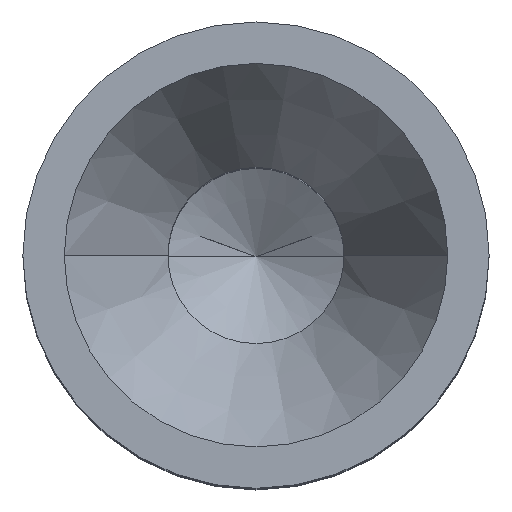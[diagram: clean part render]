
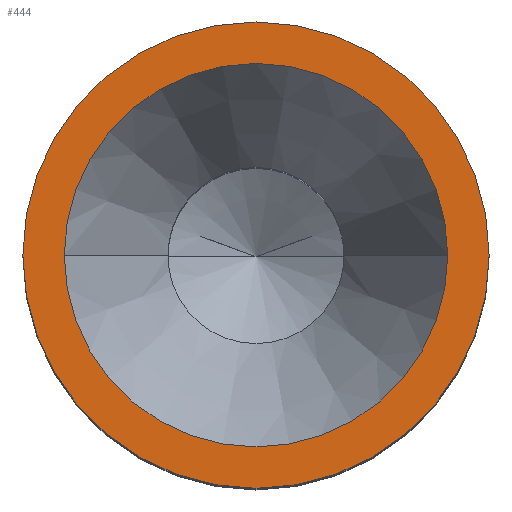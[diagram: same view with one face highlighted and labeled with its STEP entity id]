
A CAD part, top view. The second image highlights one B-rep face of the part: STEP entity #444.
In plain terms, the highlighted planar face has unit normal (0, 0, 1).
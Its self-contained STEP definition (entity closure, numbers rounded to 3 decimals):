
#4 = ORIENTED_EDGE ( 'NONE', *, *, #101, .F. ) ;
#49 = DIRECTION ( 'NONE',  ( 0., 0., 1. ) ) ;
#53 = DIRECTION ( 'NONE',  ( -1., 0., 0. ) ) ;
#71 = AXIS2_PLACEMENT_3D ( 'NONE', #79, #408, #1079 ) ;
#79 = CARTESIAN_POINT ( 'NONE',  ( 0., 0., 9.2 ) ) ;
#93 = CARTESIAN_POINT ( 'NONE',  ( 2.25, 0., 9.2 ) ) ;
#101 = EDGE_CURVE ( 'NONE', #102, #1055, #806, .T. ) ;
#102 = VERTEX_POINT ( 'NONE', #694 ) ;
#115 = EDGE_CURVE ( 'NONE', #553, #510, #276, .T. ) ;
#140 = CARTESIAN_POINT ( 'NONE',  ( -1.85, 0., 9.2 ) ) ;
#232 = ORIENTED_EDGE ( 'NONE', *, *, #115, .T. ) ;
#276 = CIRCLE ( 'NONE', #828, 2.25 ) ;
#311 = FACE_OUTER_BOUND ( 'NONE', #685, .T. ) ;
#378 = AXIS2_PLACEMENT_3D ( 'NONE', #556, #981, #891 ) ;
#401 = FACE_BOUND ( 'NONE', #943, .T. ) ;
#408 = DIRECTION ( 'NONE',  ( 0., 0., 1. ) ) ;
#430 = CARTESIAN_POINT ( 'NONE',  ( 0., 0., 9.2 ) ) ;
#444 = ADVANCED_FACE ( 'NONE', ( #311, #401 ), #637, .T. ) ;
#459 = CARTESIAN_POINT ( 'NONE',  ( 0., 0., 9.2 ) ) ;
#507 = DIRECTION ( 'NONE',  ( 0., 0., 1. ) ) ;
#510 = VERTEX_POINT ( 'NONE', #844 ) ;
#553 = VERTEX_POINT ( 'NONE', #93 ) ;
#556 = CARTESIAN_POINT ( 'NONE',  ( 0., 0., 9.2 ) ) ;
#590 = AXIS2_PLACEMENT_3D ( 'NONE', #459, #49, #53 ) ;
#616 = CARTESIAN_POINT ( 'NONE',  ( 0., 0., 9.2 ) ) ;
#637 = PLANE ( 'NONE',  #378 ) ;
#685 = EDGE_LOOP ( 'NONE', ( #896, #232 ) ) ;
#688 = EDGE_CURVE ( 'NONE', #1055, #102, #730, .T. ) ;
#694 = CARTESIAN_POINT ( 'NONE',  ( 1.85, 0., 9.2 ) ) ;
#730 = CIRCLE ( 'NONE', #590, 1.85 ) ;
#750 = ORIENTED_EDGE ( 'NONE', *, *, #688, .F. ) ;
#806 = CIRCLE ( 'NONE', #897, 1.85 ) ;
#828 = AXIS2_PLACEMENT_3D ( 'NONE', #616, #507, #940 ) ;
#844 = CARTESIAN_POINT ( 'NONE',  ( -2.25, 0., 9.2 ) ) ;
#864 = DIRECTION ( 'NONE',  ( -1., 0., 0. ) ) ;
#877 = EDGE_CURVE ( 'NONE', #510, #553, #1008, .T. ) ;
#891 = DIRECTION ( 'NONE',  ( 1., 0., 0. ) ) ;
#896 = ORIENTED_EDGE ( 'NONE', *, *, #877, .T. ) ;
#897 = AXIS2_PLACEMENT_3D ( 'NONE', #430, #1016, #864 ) ;
#940 = DIRECTION ( 'NONE',  ( 1., 0., 0. ) ) ;
#943 = EDGE_LOOP ( 'NONE', ( #750, #4 ) ) ;
#981 = DIRECTION ( 'NONE',  ( 0., 0., 1. ) ) ;
#1008 = CIRCLE ( 'NONE', #71, 2.25 ) ;
#1016 = DIRECTION ( 'NONE',  ( 0., 0., 1. ) ) ;
#1055 = VERTEX_POINT ( 'NONE', #140 ) ;
#1079 = DIRECTION ( 'NONE',  ( 1., 0., 0. ) ) ;
